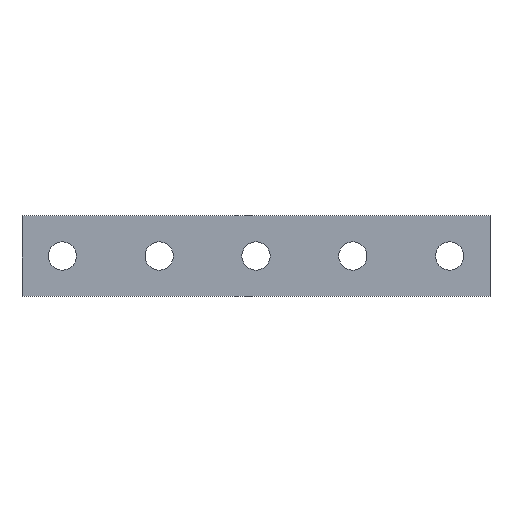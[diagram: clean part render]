
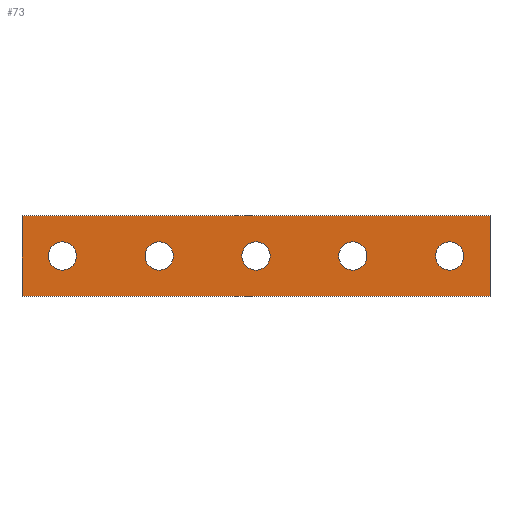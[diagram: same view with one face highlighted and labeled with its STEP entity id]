
A CAD part, top view. The second image highlights one B-rep face of the part: STEP entity #73.
In plain terms, the highlighted planar face has unit normal (0, 0, 1).
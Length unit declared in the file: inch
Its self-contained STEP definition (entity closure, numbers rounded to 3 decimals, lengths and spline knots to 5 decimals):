
#73=ADVANCED_FACE('',(#143,#144,#145,#146,#147,#148),#149,.T.);
#143=FACE_BOUND('',#208,.T.);
#144=FACE_BOUND('',#209,.T.);
#145=FACE_BOUND('',#210,.T.);
#146=FACE_BOUND('',#211,.T.);
#147=FACE_BOUND('',#212,.T.);
#148=FACE_OUTER_BOUND('',#213,.T.);
#149=PLANE('',#214);
#208=EDGE_LOOP('',(#348,#349));
#209=EDGE_LOOP('',(#350,#351));
#210=EDGE_LOOP('',(#352,#353));
#211=EDGE_LOOP('',(#354,#355));
#212=EDGE_LOOP('',(#356,#357));
#213=EDGE_LOOP('',(#358,#359,#360,#361));
#214=AXIS2_PLACEMENT_3D('',#362,#363,#364);
#348=ORIENTED_EDGE('',*,*,#411,.T.);
#349=ORIENTED_EDGE('',*,*,#416,.T.);
#350=ORIENTED_EDGE('',*,*,#407,.T.);
#351=ORIENTED_EDGE('',*,*,#420,.T.);
#352=ORIENTED_EDGE('',*,*,#389,.T.);
#353=ORIENTED_EDGE('',*,*,#414,.T.);
#354=ORIENTED_EDGE('',*,*,#385,.T.);
#355=ORIENTED_EDGE('',*,*,#383,.T.);
#356=ORIENTED_EDGE('',*,*,#422,.T.);
#357=ORIENTED_EDGE('',*,*,#396,.T.);
#358=ORIENTED_EDGE('',*,*,#371,.F.);
#359=ORIENTED_EDGE('',*,*,#418,.F.);
#360=ORIENTED_EDGE('',*,*,#376,.F.);
#361=ORIENTED_EDGE('',*,*,#366,.F.);
#362=CARTESIAN_POINT('',(-4.56693,-0.7874,0.23622));
#363=DIRECTION('',(0.0,0.0,1.0));
#364=DIRECTION('',(1.0,0.0,0.0));
#366=EDGE_CURVE('',#425,#426,#427,.T.);
#371=EDGE_CURVE('',#434,#425,#435,.T.);
#376=EDGE_CURVE('',#426,#441,#442,.T.);
#383=EDGE_CURVE('',#447,#452,#454,.T.);
#385=EDGE_CURVE('',#452,#447,#456,.T.);
#389=EDGE_CURVE('',#462,#459,#463,.T.);
#396=EDGE_CURVE('',#468,#473,#475,.T.);
#407=EDGE_CURVE('',#491,#489,#492,.T.);
#411=EDGE_CURVE('',#497,#495,#498,.T.);
#414=EDGE_CURVE('',#459,#462,#501,.T.);
#416=EDGE_CURVE('',#495,#497,#503,.T.);
#418=EDGE_CURVE('',#441,#434,#505,.T.);
#420=EDGE_CURVE('',#489,#491,#507,.T.);
#422=EDGE_CURVE('',#473,#468,#509,.T.);
#425=VERTEX_POINT('',#512);
#426=VERTEX_POINT('',#513);
#427=LINE('',#514,#515);
#434=VERTEX_POINT('',#525);
#435=LINE('',#526,#527);
#441=VERTEX_POINT('',#535);
#442=LINE('',#536,#537);
#447=VERTEX_POINT('',#544);
#452=VERTEX_POINT('',#550);
#454=CIRCLE('',#553,0.27559);
#456=CIRCLE('',#555,0.27559);
#459=VERTEX_POINT('',#558);
#462=VERTEX_POINT('',#562);
#463=CIRCLE('',#563,0.27559);
#468=VERTEX_POINT('',#569);
#473=VERTEX_POINT('',#575);
#475=CIRCLE('',#578,0.27559);
#489=VERTEX_POINT('',#593);
#491=VERTEX_POINT('',#596);
#492=CIRCLE('',#597,0.27559);
#495=VERTEX_POINT('',#601);
#497=VERTEX_POINT('',#604);
#498=CIRCLE('',#605,0.27559);
#501=CIRCLE('',#609,0.27559);
#503=CIRCLE('',#611,0.27559);
#505=LINE('',#613,#614);
#507=CIRCLE('',#616,0.27559);
#509=CIRCLE('',#618,0.27559);
#512=CARTESIAN_POINT('',(0.0,-1.5748,0.23622));
#513=CARTESIAN_POINT('',(-9.13386,-1.5748,0.23622));
#514=CARTESIAN_POINT('',(0.0,-1.5748,0.23622));
#515=VECTOR('',#620,0.3937);
#525=CARTESIAN_POINT('',(0.0,0.0,0.23622));
#526=CARTESIAN_POINT('',(0.0,0.0,0.23622));
#527=VECTOR('',#624,0.3937);
#535=CARTESIAN_POINT('',(-9.13386,0.0,0.23622));
#536=CARTESIAN_POINT('',(-9.13386,-1.5748,0.23622));
#537=VECTOR('',#627,0.3937);
#544=CARTESIAN_POINT('',(-6.73228,-0.7874,0.23622));
#550=CARTESIAN_POINT('',(-6.1811,-0.7874,0.23622));
#553=AXIS2_PLACEMENT_3D('',#635,#636,#637);
#555=AXIS2_PLACEMENT_3D('',#638,#639,#640);
#558=CARTESIAN_POINT('',(-4.84252,-0.7874,0.23622));
#562=CARTESIAN_POINT('',(-4.29134,-0.7874,0.23622));
#563=AXIS2_PLACEMENT_3D('',#645,#646,#647);
#569=CARTESIAN_POINT('',(-8.62205,-0.7874,0.23622));
#575=CARTESIAN_POINT('',(-8.07087,-0.7874,0.23622));
#578=AXIS2_PLACEMENT_3D('',#657,#658,#659);
#593=CARTESIAN_POINT('',(-2.95276,-0.7874,0.23622));
#596=CARTESIAN_POINT('',(-2.40157,-0.7874,0.23622));
#597=AXIS2_PLACEMENT_3D('',#680,#681,#682);
#601=CARTESIAN_POINT('',(-1.06299,-0.7874,0.23622));
#604=CARTESIAN_POINT('',(-0.51181,-0.7874,0.23622));
#605=AXIS2_PLACEMENT_3D('',#685,#686,#687);
#609=AXIS2_PLACEMENT_3D('',#689,#690,#691);
#611=AXIS2_PLACEMENT_3D('',#692,#693,#694);
#613=CARTESIAN_POINT('',(-9.13386,0.0,0.23622));
#614=VECTOR('',#695,0.3937);
#616=AXIS2_PLACEMENT_3D('',#696,#697,#698);
#618=AXIS2_PLACEMENT_3D('',#699,#700,#701);
#620=DIRECTION('',(-1.0,0.,0.0));
#624=DIRECTION('',(0.0,-1.0,0.0));
#627=DIRECTION('',(0.0,1.0,0.0));
#635=CARTESIAN_POINT('',(-6.45669,-0.7874,0.23622));
#636=DIRECTION('',(0.0,0.0,-1.0));
#637=DIRECTION('',(-1.0,0.0,0.0));
#638=CARTESIAN_POINT('',(-6.45669,-0.7874,0.23622));
#639=DIRECTION('',(0.0,0.0,-1.0));
#640=DIRECTION('',(-1.0,0.0,0.0));
#645=CARTESIAN_POINT('',(-4.56693,-0.7874,0.23622));
#646=DIRECTION('',(0.0,0.0,-1.0));
#647=DIRECTION('',(-1.0,0.0,0.0));
#657=CARTESIAN_POINT('',(-8.34646,-0.7874,0.23622));
#658=DIRECTION('',(0.0,0.0,-1.0));
#659=DIRECTION('',(-1.0,0.0,0.0));
#680=CARTESIAN_POINT('',(-2.67717,-0.7874,0.23622));
#681=DIRECTION('',(0.0,0.0,-1.0));
#682=DIRECTION('',(-1.0,0.0,0.0));
#685=CARTESIAN_POINT('',(-0.7874,-0.7874,0.23622));
#686=DIRECTION('',(0.0,0.0,-1.0));
#687=DIRECTION('',(-1.0,0.0,0.0));
#689=CARTESIAN_POINT('',(-4.56693,-0.7874,0.23622));
#690=DIRECTION('',(0.0,0.0,-1.0));
#691=DIRECTION('',(-1.0,0.0,0.0));
#692=CARTESIAN_POINT('',(-0.7874,-0.7874,0.23622));
#693=DIRECTION('',(0.0,0.0,-1.0));
#694=DIRECTION('',(-1.0,0.0,0.0));
#695=DIRECTION('',(1.0,0.0,0.0));
#696=CARTESIAN_POINT('',(-2.67717,-0.7874,0.23622));
#697=DIRECTION('',(0.0,0.0,-1.0));
#698=DIRECTION('',(-1.0,0.0,0.0));
#699=CARTESIAN_POINT('',(-8.34646,-0.7874,0.23622));
#700=DIRECTION('',(0.0,0.0,-1.0));
#701=DIRECTION('',(-1.0,0.0,0.0));
